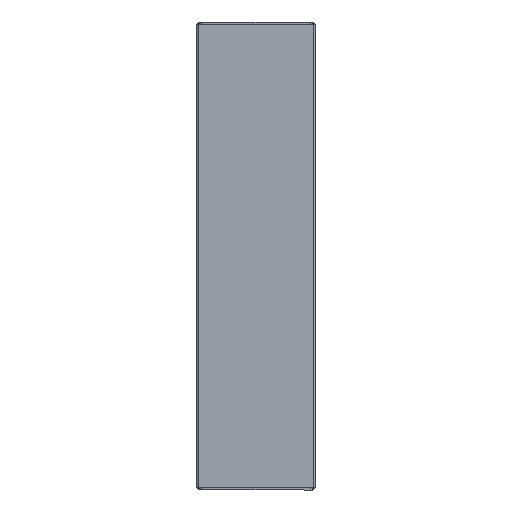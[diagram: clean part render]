
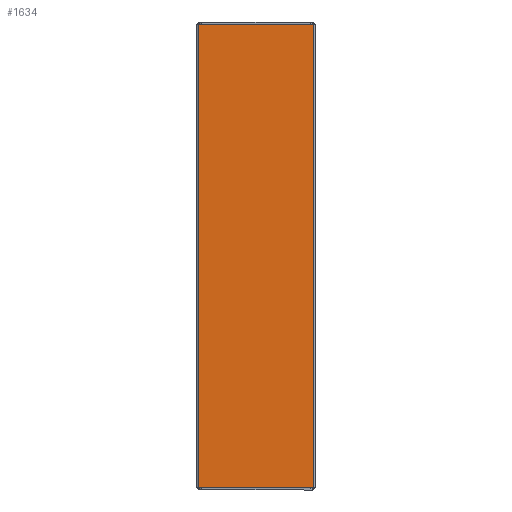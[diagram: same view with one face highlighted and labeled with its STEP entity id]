
A CAD part, left-side view. The second image highlights one B-rep face of the part: STEP entity #1634.
In plain terms, the highlighted face is planar.
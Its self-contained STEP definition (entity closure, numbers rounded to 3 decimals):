
#65 = DIRECTION ( 'NONE',  ( 0., 1., 0. ) ) ;
#190 = LINE ( 'NONE', #6316, #6041 ) ;
#199 = EDGE_CURVE ( 'NONE', #6834, #3385, #190, .T. ) ;
#207 = PLANE ( 'NONE',  #501 ) ;
#501 = AXIS2_PLACEMENT_3D ( 'NONE', #5074, #65, #2285 ) ;
#912 = DIRECTION ( 'NONE',  ( 0., 0., 1. ) ) ;
#1165 = CARTESIAN_POINT ( 'NONE',  ( -195., 0., -48. ) ) ;
#1263 = VERTEX_POINT ( 'NONE', #7017 ) ;
#1282 = EDGE_CURVE ( 'NONE', #1263, #4899, #2405, .T. ) ;
#1634 = ADVANCED_FACE ( 'NONE', ( #5182 ), #207, .T. ) ;
#1864 = EDGE_CURVE ( 'NONE', #3385, #1263, #4895, .T. ) ;
#2144 = CARTESIAN_POINT ( 'NONE',  ( 195., 0., 50. ) ) ;
#2255 = VECTOR ( 'NONE', #912, 1000. ) ;
#2266 = VECTOR ( 'NONE', #5116, 1000. ) ;
#2285 = DIRECTION ( 'NONE',  ( 0., 0., 1. ) ) ;
#2405 = LINE ( 'NONE', #4610, #2266 ) ;
#2479 = ORIENTED_EDGE ( 'NONE', *, *, #1864, .T. ) ;
#2546 = CARTESIAN_POINT ( 'NONE',  ( -195., 0., 50. ) ) ;
#2993 = CARTESIAN_POINT ( 'NONE',  ( 195., 0., 48. ) ) ;
#3028 = ORIENTED_EDGE ( 'NONE', *, *, #199, .T. ) ;
#3379 = ORIENTED_EDGE ( 'NONE', *, *, #1282, .T. ) ;
#3385 = VERTEX_POINT ( 'NONE', #2993 ) ;
#4136 = LINE ( 'NONE', #2546, #2255 ) ;
#4351 = DIRECTION ( 'NONE',  ( 0., 0., -1. ) ) ;
#4587 = EDGE_CURVE ( 'NONE', #4899, #6834, #4136, .T. ) ;
#4610 = CARTESIAN_POINT ( 'NONE',  ( -195., 0., -48. ) ) ;
#4891 = EDGE_LOOP ( 'NONE', ( #2479, #3379, #4946, #3028 ) ) ;
#4895 = LINE ( 'NONE', #2144, #6198 ) ;
#4899 = VERTEX_POINT ( 'NONE', #1165 ) ;
#4946 = ORIENTED_EDGE ( 'NONE', *, *, #4587, .T. ) ;
#5074 = CARTESIAN_POINT ( 'NONE',  ( 0., 0., 0. ) ) ;
#5116 = DIRECTION ( 'NONE',  ( -1., 0., 0. ) ) ;
#5182 = FACE_OUTER_BOUND ( 'NONE', #4891, .T. ) ;
#5382 = CARTESIAN_POINT ( 'NONE',  ( -195., 0., 48. ) ) ;
#6041 = VECTOR ( 'NONE', #6243, 1000. ) ;
#6198 = VECTOR ( 'NONE', #4351, 1000. ) ;
#6243 = DIRECTION ( 'NONE',  ( 1., 0., 0. ) ) ;
#6316 = CARTESIAN_POINT ( 'NONE',  ( 195., 0., 48. ) ) ;
#6834 = VERTEX_POINT ( 'NONE', #5382 ) ;
#7017 = CARTESIAN_POINT ( 'NONE',  ( 195., 0., -48. ) ) ;
